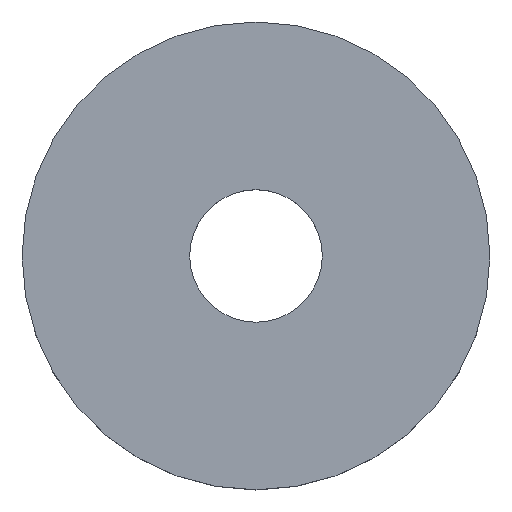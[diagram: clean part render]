
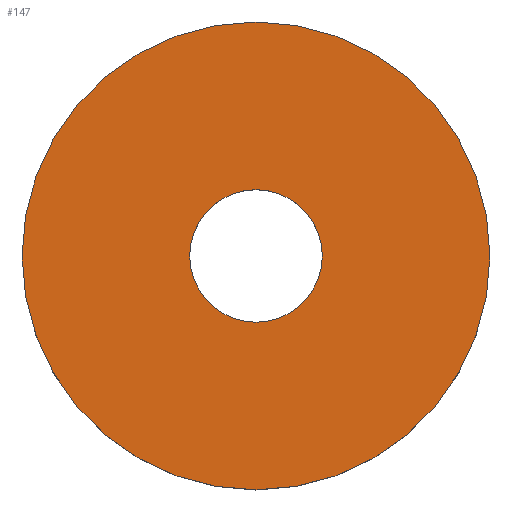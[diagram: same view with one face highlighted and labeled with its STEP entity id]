
A CAD part, top view. The second image highlights one B-rep face of the part: STEP entity #147.
In plain terms, the highlighted planar face has unit normal (0, 0, 1).
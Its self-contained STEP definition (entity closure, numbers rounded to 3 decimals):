
#3 = ORIENTED_EDGE ( 'NONE', *, *, #205, .T. ) ;
#6 = DIRECTION ( 'NONE',  ( 0., 0., 1. ) ) ;
#10 = CARTESIAN_POINT ( 'NONE',  ( 8.5, 0., 10. ) ) ;
#17 = CIRCLE ( 'NONE', #108, 30. ) ;
#22 = DIRECTION ( 'NONE',  ( 1., 0., 0. ) ) ;
#26 = EDGE_CURVE ( 'NONE', #220, #120, #206, .T. ) ;
#30 = CARTESIAN_POINT ( 'NONE',  ( 0., 0., 10. ) ) ;
#44 = DIRECTION ( 'NONE',  ( 1., 0., 0. ) ) ;
#49 = ORIENTED_EDGE ( 'NONE', *, *, #69, .F. ) ;
#51 = CARTESIAN_POINT ( 'NONE',  ( 30., 0., 10. ) ) ;
#57 = FACE_BOUND ( 'NONE', #172, .T. ) ;
#62 = DIRECTION ( 'NONE',  ( 0., 0., 1. ) ) ;
#69 = EDGE_CURVE ( 'NONE', #226, #102, #238, .T. ) ;
#74 = AXIS2_PLACEMENT_3D ( 'NONE', #177, #6, #44 ) ;
#83 = CARTESIAN_POINT ( 'NONE',  ( -30., 0., 10. ) ) ;
#85 = EDGE_LOOP ( 'NONE', ( #162, #3 ) ) ;
#102 = VERTEX_POINT ( 'NONE', #10 ) ;
#104 = AXIS2_PLACEMENT_3D ( 'NONE', #185, #136, #22 ) ;
#108 = AXIS2_PLACEMENT_3D ( 'NONE', #130, #115, #117 ) ;
#115 = DIRECTION ( 'NONE',  ( 0., 0., 1. ) ) ;
#117 = DIRECTION ( 'NONE',  ( 1., 0., 0. ) ) ;
#118 = AXIS2_PLACEMENT_3D ( 'NONE', #30, #245, #145 ) ;
#120 = VERTEX_POINT ( 'NONE', #51 ) ;
#130 = CARTESIAN_POINT ( 'NONE',  ( 0., 0., 10. ) ) ;
#136 = DIRECTION ( 'NONE',  ( 0., 0., 1. ) ) ;
#140 = CARTESIAN_POINT ( 'NONE',  ( -8.5, 0., 10. ) ) ;
#145 = DIRECTION ( 'NONE',  ( 1., 0., 0. ) ) ;
#147 = ADVANCED_FACE ( 'NONE', ( #148, #57 ), #169, .T. ) ;
#148 = FACE_OUTER_BOUND ( 'NONE', #85, .T. ) ;
#158 = ORIENTED_EDGE ( 'NONE', *, *, #240, .F. ) ;
#162 = ORIENTED_EDGE ( 'NONE', *, *, #26, .T. ) ;
#169 = PLANE ( 'NONE',  #197 ) ;
#172 = EDGE_LOOP ( 'NONE', ( #49, #158 ) ) ;
#177 = CARTESIAN_POINT ( 'NONE',  ( 0., 0., 10. ) ) ;
#181 = CARTESIAN_POINT ( 'NONE',  ( 0., 0., 10. ) ) ;
#185 = CARTESIAN_POINT ( 'NONE',  ( 0., 0., 10. ) ) ;
#197 = AXIS2_PLACEMENT_3D ( 'NONE', #181, #62, #218 ) ;
#205 = EDGE_CURVE ( 'NONE', #120, #220, #17, .T. ) ;
#206 = CIRCLE ( 'NONE', #104, 30. ) ;
#218 = DIRECTION ( 'NONE',  ( 1., 0., 0. ) ) ;
#220 = VERTEX_POINT ( 'NONE', #83 ) ;
#226 = VERTEX_POINT ( 'NONE', #140 ) ;
#238 = CIRCLE ( 'NONE', #74, 8.5 ) ;
#240 = EDGE_CURVE ( 'NONE', #102, #226, #243, .T. ) ;
#243 = CIRCLE ( 'NONE', #118, 8.5 ) ;
#245 = DIRECTION ( 'NONE',  ( 0., 0., 1. ) ) ;
